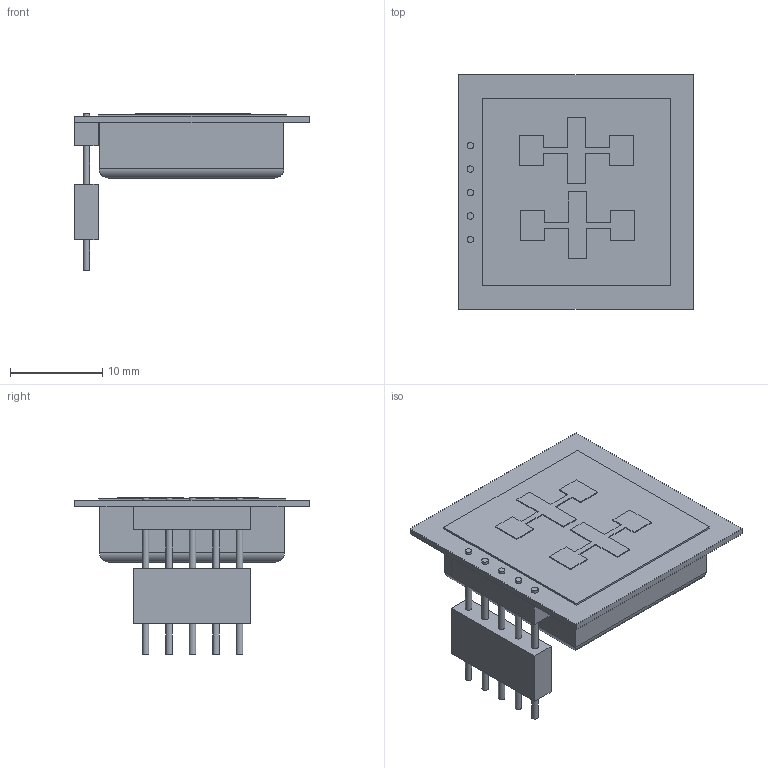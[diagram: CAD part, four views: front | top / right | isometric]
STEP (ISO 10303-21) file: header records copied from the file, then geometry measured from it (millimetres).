
FILE_DESCRIPTION(('FreeCAD Model'),'2;1');
FILE_NAME('Open CASCADE Shape Model','2023-01-16T17:56:02',('Author'),( ''),'Open CASCADE STEP processor 7.6','FreeCAD','Unknown');
FILE_SCHEMA(('AUTOMOTIVE_DESIGN { 1 0 10303 214 1 1 1 1 }'));
Length unit declared in the file: millimetre
Products named in the file (1): Fusion
Bounding box: 25.4 x 25.4 x 17 mm (x, y, z)
Volume: 3213.4 mm3; surface area: 2238.2 mm2
Topology: 1 solids, 1 shells, 99 faces, 237 edges, 156 vertices
Faces by surface type: plane 80, cylinder 19
Full cylindrical faces by diameter (mm): 0.7 x15
Entity records: 6625 total; most frequent: CARTESIAN_POINT 1237, DIRECTION 823, LINE 545, VECTOR 545, ORIENTED_EDGE 474, PCURVE 474, DEFINITIONAL_REPRESENTATION 474, EDGE_CURVE 237
